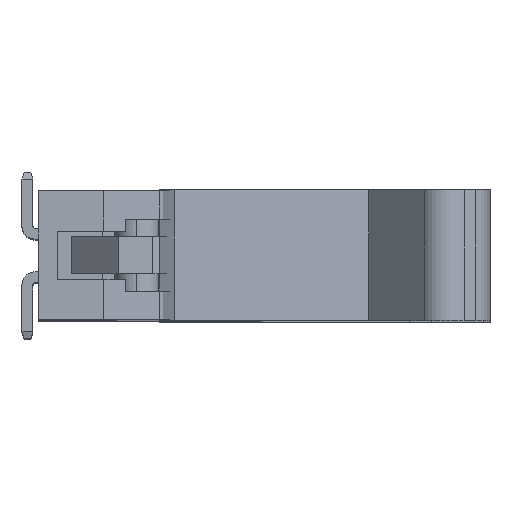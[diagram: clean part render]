
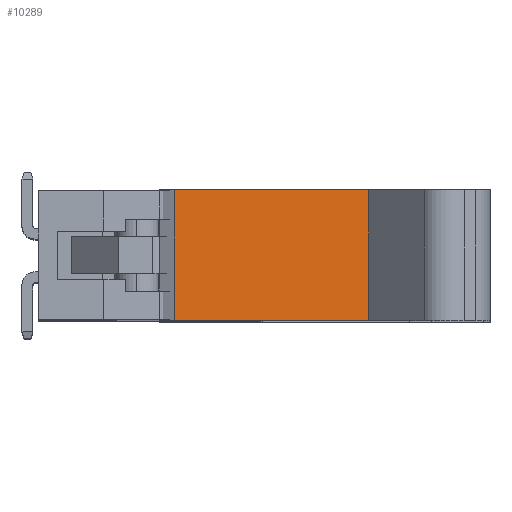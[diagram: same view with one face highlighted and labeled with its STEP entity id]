
A CAD part, top view. The second image highlights one B-rep face of the part: STEP entity #10289.
In plain terms, the highlighted face is planar.
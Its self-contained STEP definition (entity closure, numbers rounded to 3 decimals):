
#9091=DIRECTION('',(-0.994,0.,-0.11));
#9092=VECTOR('',#9091,8.95);
#9093=CARTESIAN_POINT('',(10.031,-3.,-15.591));
#9094=LINE('',#9093,#9092);
#9242=DIRECTION('',(0.,1.,0.));
#9243=VECTOR('',#9242,6.);
#9244=CARTESIAN_POINT('',(10.031,-3.,-15.591));
#9245=LINE('',#9244,#9243);
#9602=DIRECTION('',(0.,1.,0.));
#9603=VECTOR('',#9602,6.);
#9604=CARTESIAN_POINT('',(1.136,-3.,-16.575));
#9605=LINE('',#9604,#9603);
#9637=DIRECTION('',(-0.994,0.,-0.11));
#9638=VECTOR('',#9637,8.95);
#9639=CARTESIAN_POINT('',(10.031,3.,-15.591));
#9640=LINE('',#9639,#9638);
#10099=CARTESIAN_POINT('',(10.031,-3.,-15.591));
#10100=CARTESIAN_POINT('',(1.136,-3.,-16.575));
#10101=VERTEX_POINT('',#10099);
#10102=VERTEX_POINT('',#10100);
#10125=CARTESIAN_POINT('',(10.031,3.,-15.591));
#10126=CARTESIAN_POINT('',(1.136,3.,-16.575));
#10127=VERTEX_POINT('',#10125);
#10128=VERTEX_POINT('',#10126);
#10275=CARTESIAN_POINT('',(10.031,-3.,-15.591));
#10276=DIRECTION('',(0.11,0.,-0.994));
#10277=DIRECTION('',(-0.994,0.,-0.11));
#10278=AXIS2_PLACEMENT_3D('',#10275,#10276,#10277);
#10279=PLANE('',#10278);
#10280=ORIENTED_EDGE('',*,*,#10228,.F.);
#10282=ORIENTED_EDGE('',*,*,#10281,.T.);
#10284=ORIENTED_EDGE('',*,*,#10283,.T.);
#10286=ORIENTED_EDGE('',*,*,#10285,.F.);
#10287=EDGE_LOOP('',(#10280,#10282,#10284,#10286));
#10288=FACE_OUTER_BOUND('',#10287,.F.);
#10228=EDGE_CURVE('',#10101,#10102,#9094,.T.);
#10281=EDGE_CURVE('',#10101,#10127,#9245,.T.);
#10283=EDGE_CURVE('',#10127,#10128,#9640,.T.);
#10285=EDGE_CURVE('',#10102,#10128,#9605,.T.);
#10289=ADVANCED_FACE('',(#10288),#10279,.T.);
